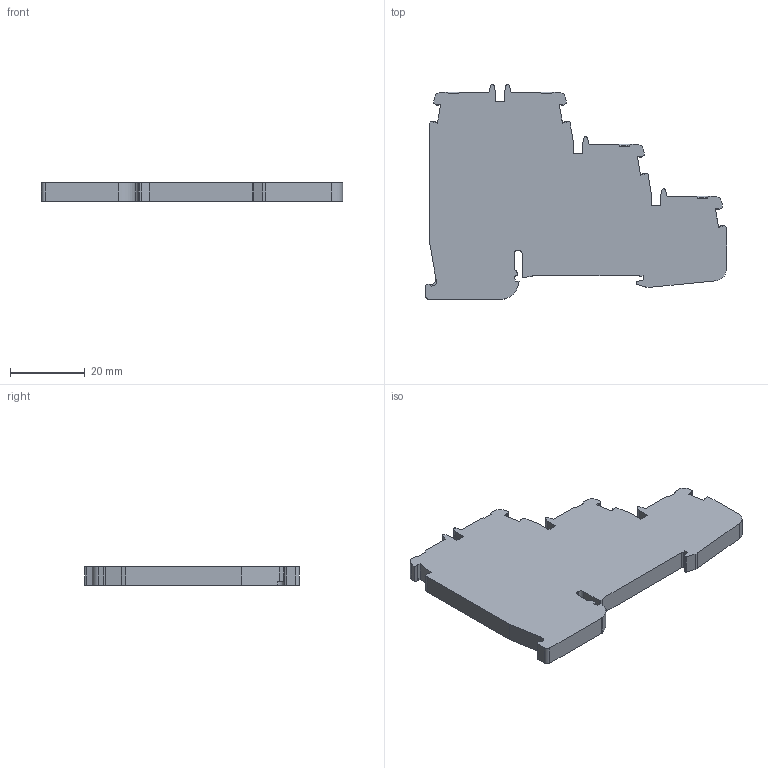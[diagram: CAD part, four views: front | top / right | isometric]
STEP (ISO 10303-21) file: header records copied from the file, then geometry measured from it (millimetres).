
FILE_DESCRIPTION (( 'STEP AP214' ), '1' );
FILE_NAME ('307400_PYK 3S_Beige.STP', '2013-11-13T08:47:56', ( 'arge' ), ( 'Microsoft' ), 'SwSTEP 2.0', 'SolidWorks 2013', '' );
FILE_SCHEMA (( 'AUTOMOTIVE_DESIGN' ));
Length unit declared in the file: millimetre
Products named in the file (1): 307400_PYK 3S_Beige
Bounding box: 80.52 x 57.4 x 5 mm (x, y, z)
Volume: 15551.8 mm3; surface area: 7965.3 mm2
Topology: 1 solids, 1 shells, 254 faces, 735 edges, 487 vertices
Faces by surface type: plane 172, cylinder 74, cone 8
Entity records: 8350 total; most frequent: CARTESIAN_POINT 1618, ORIENTED_EDGE 1470, DIRECTION 1335, EDGE_CURVE 735, VECTOR 551, LINE 551, VERTEX_POINT 487, AXIS2_PLACEMENT_3D 392
